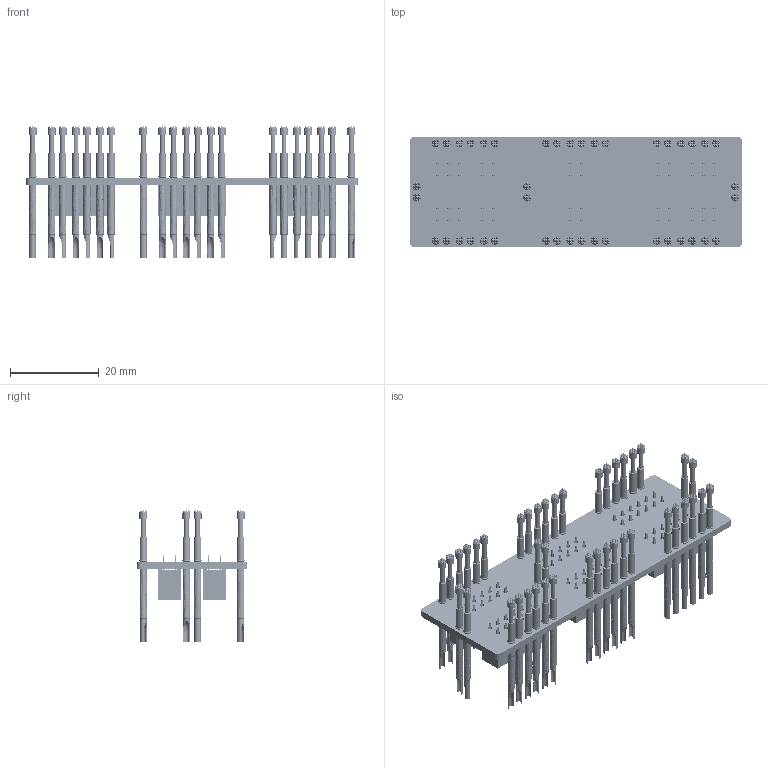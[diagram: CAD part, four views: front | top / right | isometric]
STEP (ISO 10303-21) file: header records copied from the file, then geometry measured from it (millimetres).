
FILE_DESCRIPTION(('KiCad electronic assembly'),'2;1');
FILE_NAME('mockup.step','2022-06-28T20:19:02',('Pcbnew'),('Kicad'), 'Open CASCADE STEP processor 7.5','KiCad to STEP converter','Unknown' );
FILE_SCHEMA(('AUTOMOTIVE_DESIGN { 1 0 10303 214 1 1 1 1 }'));
Length unit declared in the file: millimetre
Products named in the file (6): mockup 1; S25-022+P25-4023; SOLID; PinSocket_2x06_P2.54mm_Vertical; mockup PCB
Assembly tree (51 placements, depth 3):
  mockup 1
    S25-022+P25-4023  x42
      SOLID
    PinSocket_2x06_P2.54mm_Vertical  x6
      SOLID
    mockup PCB
Bounding box: 75 x 25 x 29.9 mm (x, y, z)
Volume: 7868 mm3; surface area: 22002.9 mm2
Topology: 49 solids, 49 shells, 5650 faces, 13326 edges, 8032 vertices
Faces by surface type: bspline 5526, cylinder 118, plane 6
Full cylindrical faces by diameter (mm): 1 x72, 1.6 x42
Entity records: 38930 total; most frequent: CARTESIAN_POINT 12615, B_SPLINE_CURVE_WITH_KNOTS 3353, ORIENTED_EDGE 3028, PCURVE 3028, DEFINITIONAL_REPRESENTATION 3028, DIRECTION 1686, EDGE_CURVE 1514, SURFACE_CURVE 1400
